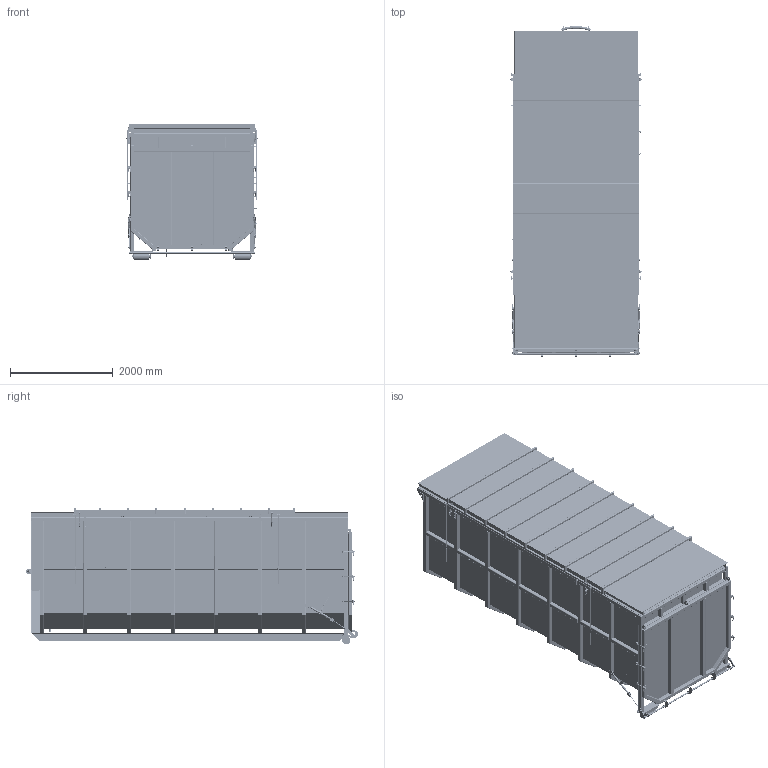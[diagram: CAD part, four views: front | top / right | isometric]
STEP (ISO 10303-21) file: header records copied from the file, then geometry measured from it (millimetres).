
FILE_DESCRIPTION(('FreeCAD Model'),'2;1');
FILE_NAME('Open CASCADE Shape Model','2025-05-04T09:54:05',('FreeCAD'),( 'FreeCAD'),'Open CASCADE STEP processor 7.6','FreeCAD','Unknown');
FILE_SCHEMA(('AUTOMOTIVE_DESIGN { 1 0 10303 214 1 1 1 1 }'));
Products named in the file (1): Open CASCADE STEP translator 7.6 1
Bounding box: 2550 x 6460.22 x 2659.1 mm (x, y, z)
Volume: 398963144.9 mm3; surface area: 215443471.7 mm2
Topology: 731 solids, 731 shells, 8728 faces, 20863 edges, 13732 vertices
Faces by surface type: cylinder 4078, plane 3703, cone 425, bspline 258, torus 152, sphere 112
Full cylindrical faces by diameter (mm): 1.7 x24, 2.5 x24, 4 x4, 5 x10, 6 x4, 6.917 x3, 8 x400, 8.4 x6, 10 x40, 10.376 x16, 10.5 x6, 11 x8, 12 x140, 12.376 x4, 13 x20, 13.835 x10, 14 x4, 14.2 x12, 14.5 x8, 15 x26, 15.5 x8, 16 x77, 16.2 x22, 17 x4, 18 x50, 19 x4, 20 x52, 23 x4, 24 x32, 24.835 x1
Entity records: 352057 total; most frequent: CARTESIAN_POINT 142506, DIRECTION 45213, ORIENTED_EDGE 41150, EDGE_CURVE 20575, AXIS2_PLACEMENT_3D 17457, VERTEX_POINT 13636, FACE_BOUND 10909, EDGE_LOOP 10813
